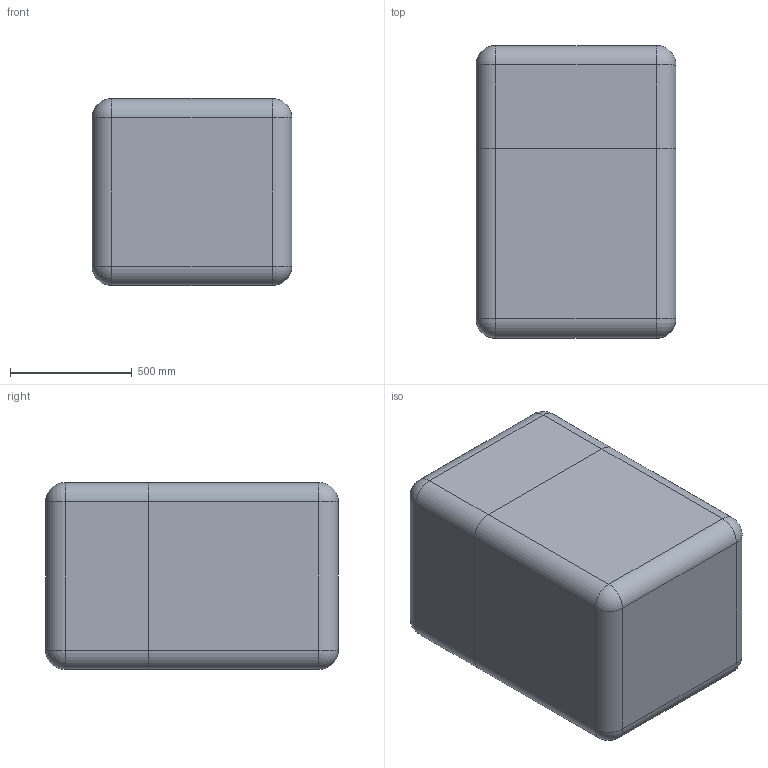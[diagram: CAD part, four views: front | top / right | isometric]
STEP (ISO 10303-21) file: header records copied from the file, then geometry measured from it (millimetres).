
FILE_DESCRIPTION (( 'STEP AP214' ), '1' );
FILE_NAME ('Êîíòåéíåð ÀÄÌÈÐÀË®ÏÐÎÔÅÑÑÈÎÍÀËÜÍÛÅ 118_óïðîùåííàÿ 3D-ìîäåëü.STEP', '2025-08-27T10:58:32', ( '' ), ( '' ), 'SwSTEP 2.0', 'SolidWorks 2021', '' );
FILE_SCHEMA (( 'AUTOMOTIVE_DESIGN' ));
Length unit declared in the file: millimetre
Products named in the file (3): Base 116 óïð; Êîíòåéíåð ÀÄÌÈÐÀË®ÏÐÎÔÅÑÑÈÎÍÀËÜÍÛÅ 118_óïðîùåííàÿ 3D-ìîäåëü; Top 106 óïð
Assembly tree (2 placements, depth 2):
  Êîíòåéíåð ÀÄÌÈÐÀË®ÏÐÎÔÅÑÑÈÎÍÀËÜÍÛÅ 118_óïðîùåííàÿ 3D-ìîäåëü
    Base 116 óïð
    Top 106 óïð
Bounding box: 819.73 x 1200.62 x 767.23 mm (x, y, z)
Volume: 253086250.9 mm3; surface area: 10057667.7 mm2
Topology: 2 solids, 2 shells, 1370 faces, 3368 edges, 1940 vertices
Faces by surface type: cylinder 518, plane 292, bspline 292, torus 212, sphere 32, cone 24
Entity records: 56624 total; most frequent: CARTESIAN_POINT 26549, ORIENTED_EDGE 6568, DIRECTION 6154, EDGE_CURVE 3284, AXIS2_PLACEMENT_3D 2467, VERTEX_POINT 1932, CIRCLE 1392, EDGE_LOOP 1380
